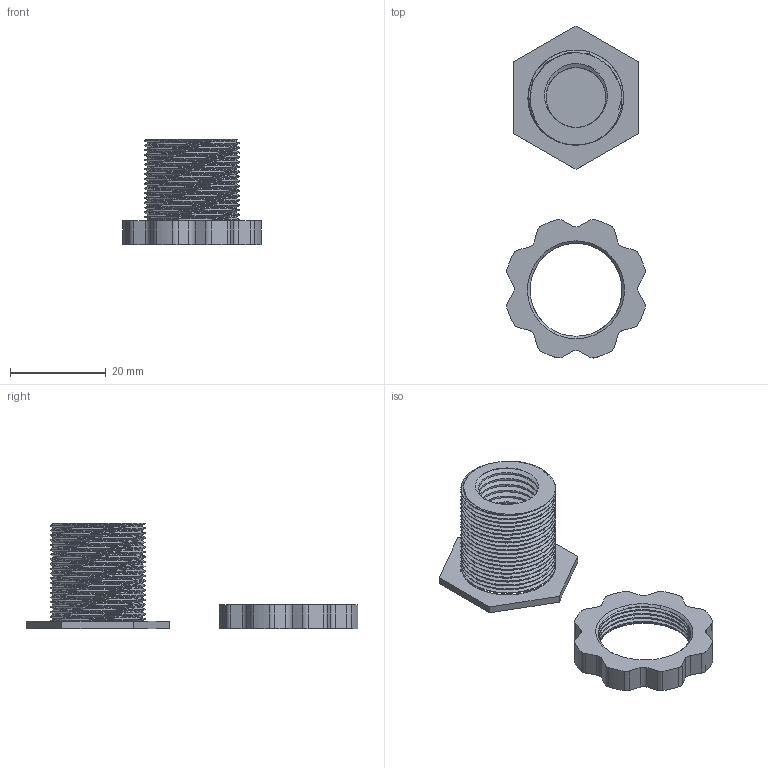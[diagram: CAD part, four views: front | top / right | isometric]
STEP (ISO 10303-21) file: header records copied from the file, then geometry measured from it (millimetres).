
FILE_DESCRIPTION(/* description */ (''),/* implementation_level */ '2;1');
FILE_NAME(/* name */ 'Gewinde & Muttern.step',/* time_stamp */ '2024-07-14T21:48:50+02:00',/* author */ (''),/* organization */ (''),/* preprocessor_version */ 'ST-DEVELOPER v20',/* originating_system */ 'Autodesk Translation Framework v13.14.0.145',/* authorisation */ '');
FILE_SCHEMA (('AUTOMOTIVE_DESIGN { 1 0 10303 214 3 1 1 }'));
Length unit declared in the file: millimetre
Products named in the file (1): Schrauben für Solder Fume Extractor v2
Bounding box: 29 x 69.5 x 22 mm (x, y, z)
Volume: 6926.2 mm3; surface area: 5658.8 mm2
Topology: 3 solids, 3 shells, 173 faces, 490 edges, 324 vertices
Faces by surface type: cylinder 111, plane 31, bspline 27, cone 4
Full cylindrical faces by diameter (mm): 12.526 x5, 14.203 x5, 18.741 x19, 19.884 x20, 20.152 x4
Entity records: 16665 total; most frequent: CARTESIAN_POINT 12587, ORIENTED_EDGE 980, DIRECTION 642, EDGE_CURVE 490, VERTEX_POINT 324, AXIS2_PLACEMENT_3D 235, B_SPLINE_CURVE_WITH_KNOTS 230, EDGE_LOOP 178
